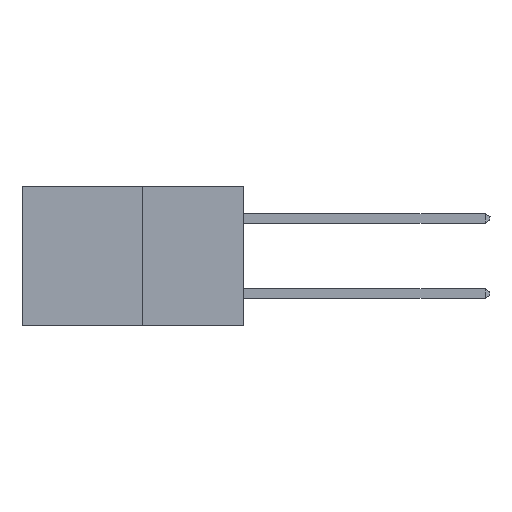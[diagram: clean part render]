
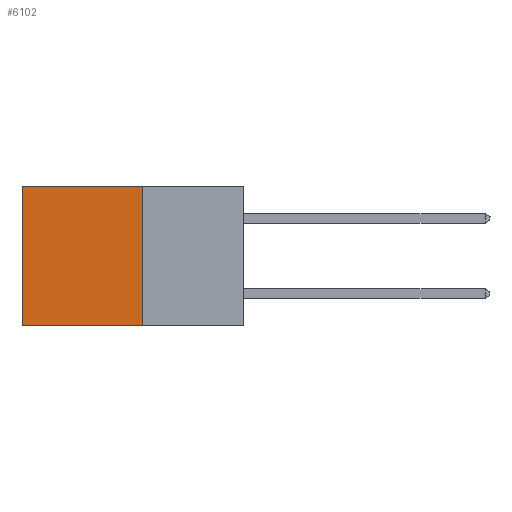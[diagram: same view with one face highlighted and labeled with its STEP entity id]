
A CAD part, left-side view. The second image highlights one B-rep face of the part: STEP entity #6102.
In plain terms, the highlighted planar face has unit normal (-1, 0, 0).
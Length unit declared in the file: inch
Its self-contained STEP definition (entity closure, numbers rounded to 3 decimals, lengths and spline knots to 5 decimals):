
#975 = CARTESIAN_POINT ( 'NONE',  ( 0.277, 0.59, 0. ) ) ;
#1688 = LINE ( 'NONE', #15101, #12390 ) ;
#1920 = ORIENTED_EDGE ( 'NONE', *, *, #6072, .F. ) ;
#3675 = CARTESIAN_POINT ( 'NONE',  ( 0.277, 0.27, 0. ) ) ;
#4049 = EDGE_CURVE ( 'NONE', #20903, #9478, #1688, .T. ) ;
#5371 = ORIENTED_EDGE ( 'NONE', *, *, #20965, .F. ) ;
#5425 = DIRECTION ( 'NONE',  ( 0., 0., -1. ) ) ;
#5432 = DIRECTION ( 'NONE',  ( 1., 0., 0. ) ) ;
#5478 = CARTESIAN_POINT ( 'NONE',  ( 0.277, 0.27, -0.37 ) ) ;
#5499 = PLANE ( 'NONE',  #17857 ) ;
#5850 = DIRECTION ( 'NONE',  ( 0., 0., -1. ) ) ;
#6072 = EDGE_CURVE ( 'NONE', #9725, #18928, #17201, .T. ) ;
#6080 = CARTESIAN_POINT ( 'NONE',  ( 0.277, 0.27, -0.37 ) ) ;
#6102 = ADVANCED_FACE ( 'NONE', ( #16672 ), #5499, .F. ) ;
#8716 = ORIENTED_EDGE ( 'NONE', *, *, #4049, .T. ) ;
#9478 = VERTEX_POINT ( 'NONE', #16073 ) ;
#9725 = VERTEX_POINT ( 'NONE', #13345 ) ;
#10543 = LINE ( 'NONE', #3675, #18213 ) ;
#11237 = DIRECTION ( 'NONE',  ( 0., 1., 0. ) ) ;
#12043 = DIRECTION ( 'NONE',  ( 0., 1., 0. ) ) ;
#12390 = VECTOR ( 'NONE', #14011, 39.37008 ) ;
#12834 = VECTOR ( 'NONE', #5850, 39.37008 ) ;
#12849 = VECTOR ( 'NONE', #11237, 39.37008 ) ;
#13345 = CARTESIAN_POINT ( 'NONE',  ( 0.277, 0.27, 0. ) ) ;
#14011 = DIRECTION ( 'NONE',  ( 0., 0., -1. ) ) ;
#14142 = CARTESIAN_POINT ( 'NONE',  ( 0.277, 0.27, -0.37 ) ) ;
#14423 = CARTESIAN_POINT ( 'NONE',  ( 0.277, 0.27, -0.37 ) ) ;
#15101 = CARTESIAN_POINT ( 'NONE',  ( 0.277, 0.59, -0.37 ) ) ;
#15593 = EDGE_CURVE ( 'NONE', #9725, #20903, #10543, .T. ) ;
#16073 = CARTESIAN_POINT ( 'NONE',  ( 0.277, 0.59, -0.37 ) ) ;
#16672 = FACE_OUTER_BOUND ( 'NONE', #16921, .T. ) ;
#16921 = EDGE_LOOP ( 'NONE', ( #8716, #5371, #1920, #17739 ) ) ;
#17201 = LINE ( 'NONE', #6080, #12834 ) ;
#17213 = LINE ( 'NONE', #14423, #12849 ) ;
#17739 = ORIENTED_EDGE ( 'NONE', *, *, #15593, .T. ) ;
#17857 = AXIS2_PLACEMENT_3D ( 'NONE', #5478, #5432, #5425 ) ;
#18213 = VECTOR ( 'NONE', #12043, 39.37008 ) ;
#18928 = VERTEX_POINT ( 'NONE', #14142 ) ;
#20903 = VERTEX_POINT ( 'NONE', #975 ) ;
#20965 = EDGE_CURVE ( 'NONE', #18928, #9478, #17213, .T. ) ;
